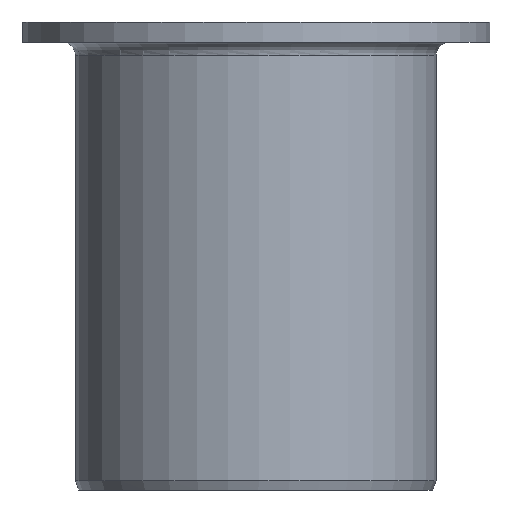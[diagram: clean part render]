
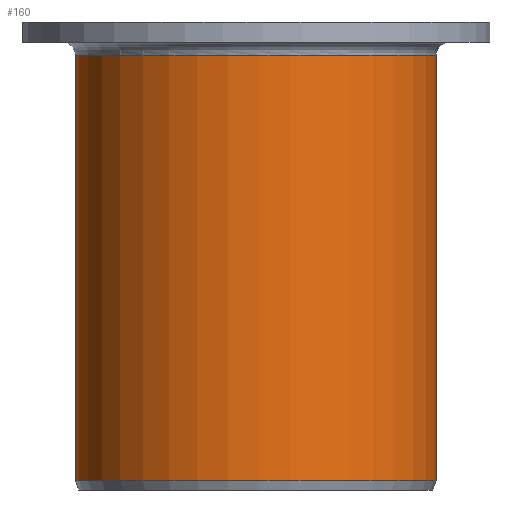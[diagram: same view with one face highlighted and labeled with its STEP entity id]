
A CAD part, front view. The second image highlights one B-rep face of the part: STEP entity #160.
In plain terms, the highlighted cylindrical face has radius 13.5 mm (diameter 27 mm), a partial arc.
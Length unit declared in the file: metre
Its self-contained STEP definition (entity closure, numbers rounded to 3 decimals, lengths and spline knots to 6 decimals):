
#160=ADVANCED_FACE('',(#181),#182,.T.);
#181=FACE_OUTER_BOUND('',#206,.T.);
#182=CYLINDRICAL_SURFACE('',#207,0.0135);
#206=EDGE_LOOP('',(#271,#272,#273,#274));
#207=AXIS2_PLACEMENT_3D('',#275,#276,#277);
#271=ORIENTED_EDGE('',*,*,#330,.T.);
#272=ORIENTED_EDGE('',*,*,#336,.T.);
#273=ORIENTED_EDGE('',*,*,#337,.F.);
#274=ORIENTED_EDGE('',*,*,#317,.F.);
#275=CARTESIAN_POINT('',(0.0,0.0,0.0));
#276=DIRECTION('',(0.0,0.,-1.0));
#277=DIRECTION('',(0.0,1.0,0.));
#317=EDGE_CURVE('',#351,#353,#354,.T.);
#330=EDGE_CURVE('',#351,#374,#376,.T.);
#336=EDGE_CURVE('',#374,#384,#385,.T.);
#337=EDGE_CURVE('',#353,#384,#386,.T.);
#351=VERTEX_POINT('',#417);
#353=VERTEX_POINT('',#426);
#354=LINE('',#427,#428);
#374=VERTEX_POINT('',#472);
#376=CIRCLE('',#481,0.0135);
#384=VERTEX_POINT('',#492);
#385=LINE('',#493,#494);
#386=CIRCLE('',#495,0.0135);
#417=CARTESIAN_POINT('',(0.013493,-0.00044,0.0325));
#426=CARTESIAN_POINT('',(0.013493,-0.00044,0.0007));
#427=CARTESIAN_POINT('',(0.013493,-0.00044,0.));
#428=VECTOR('',#509,1.0);
#472=CARTESIAN_POINT('',(0.013493,0.00044,0.0325));
#481=AXIS2_PLACEMENT_3D('',#527,#528,#529);
#492=CARTESIAN_POINT('',(0.013493,0.00044,0.0007));
#493=CARTESIAN_POINT('',(0.013493,0.00044,0.));
#494=VECTOR('',#539,1.0);
#495=AXIS2_PLACEMENT_3D('',#540,#541,#542);
#509=DIRECTION('',(0.0,0.,-1.0));
#527=CARTESIAN_POINT('',(0.0,0.,0.0325));
#528=DIRECTION('',(0.0,0.,-1.0));
#529=DIRECTION('',(0.0,1.0,0.));
#539=DIRECTION('',(0.0,0.,-1.0));
#540=CARTESIAN_POINT('',(0.0,0.0,0.0007));
#541=DIRECTION('',(0.0,0.,-1.0));
#542=DIRECTION('',(0.0,1.0,0.));
